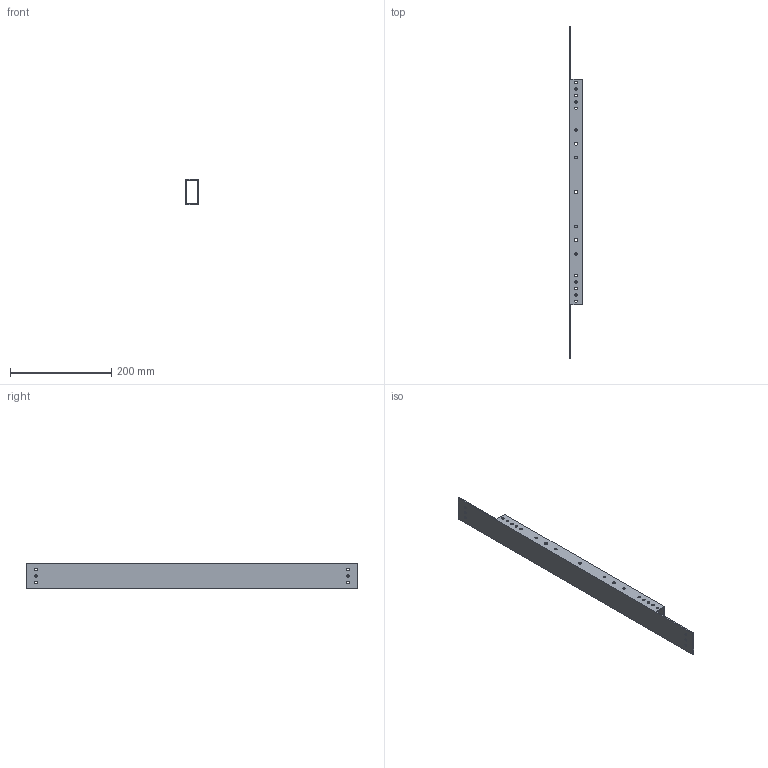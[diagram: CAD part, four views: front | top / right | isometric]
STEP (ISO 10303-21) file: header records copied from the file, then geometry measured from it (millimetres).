
FILE_DESCRIPTION (( 'STEP AP203' ), '1' );
FILE_NAME ('4400-24-P-0126 (2 Piezas).STEP', '2023-08-07T09:02:03', ( '' ), ( '' ), 'SwSTEP 2.0', 'SolidWorks 2022', '' );
FILE_SCHEMA (( 'CONFIG_CONTROL_DESIGN' ));
Length unit declared in the file: inch
Products named in the file (1): 4400-24-P-0126 (2 Piezas)
Bounding box: 25.4 x 655.31 x 50.8 mm (x, y, z)
Volume: 185602.3 mm3; surface area: 149832.2 mm2
Topology: 1 solids, 1 shells, 104 faces, 312 edges, 208 vertices
Faces by surface type: cylinder 92, plane 12
Entity records: 3887 total; most frequent: DIRECTION 706, CARTESIAN_POINT 625, ORIENTED_EDGE 624, EDGE_CURVE 312, AXIS2_PLACEMENT_3D 289, VERTEX_POINT 208, EDGE_LOOP 196, CIRCLE 184
